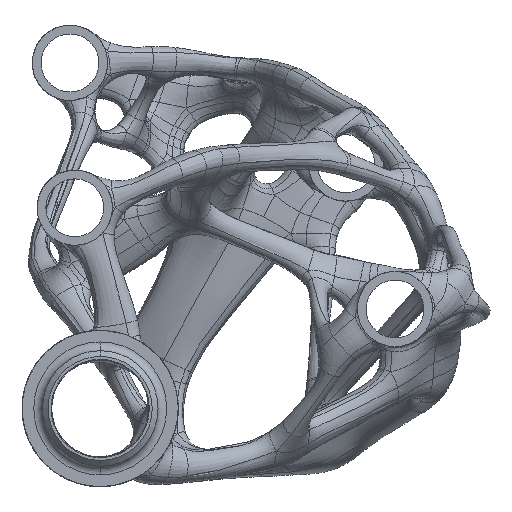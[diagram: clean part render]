
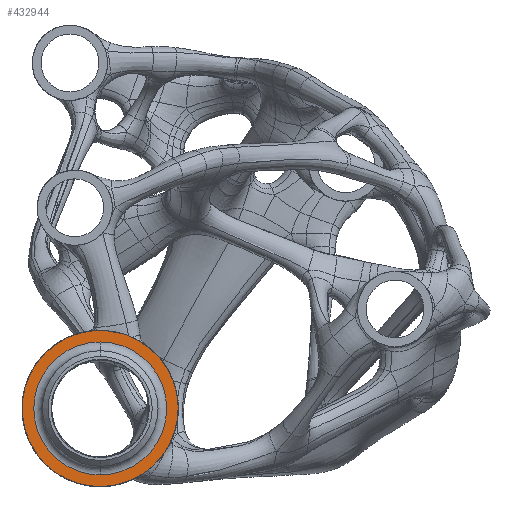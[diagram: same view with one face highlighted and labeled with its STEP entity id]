
A CAD part, left-side view. The second image highlights one B-rep face of the part: STEP entity #432944.
In plain terms, the highlighted planar face has unit normal (-1, 0, 0).
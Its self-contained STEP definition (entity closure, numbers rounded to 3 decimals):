
#28715=CARTESIAN_POINT('',(-71.5,-172.,585.));
#28716=DIRECTION('',(-1.,0.,0.));
#28717=DIRECTION('',(0.,-0.337,0.941));
#28718=AXIS2_PLACEMENT_3D('',#28715,#28716,#28717);
#28720=CARTESIAN_POINT('',(-71.5,-172.,585.));
#28721=DIRECTION('',(-1.,0.,0.));
#28722=DIRECTION('',(0.,0.,1.));
#28723=AXIS2_PLACEMENT_3D('',#28720,#28721,#28722);
#28725=CARTESIAN_POINT('',(-71.5,-172.,585.));
#28726=DIRECTION('',(-1.,0.,0.));
#28727=DIRECTION('',(0.,0.,-1.));
#28728=AXIS2_PLACEMENT_3D('',#28725,#28726,#28727);
#28730=CARTESIAN_POINT('',(-71.5,-172.957,598.466));
#28755=CARTESIAN_POINT('',(-71.5,-172.,585.));
#28756=DIRECTION('',(-1.,0.,0.));
#28757=DIRECTION('',(0.,-0.071,0.997));
#28758=AXIS2_PLACEMENT_3D('',#28755,#28756,#28757);
#39501=VERTEX_POINT('',#28730);
#39507=CARTESIAN_POINT('',(-71.5,-176.556,597.708));
#39508=VERTEX_POINT('',#39507);
#39547=CARTESIAN_POINT('',(-71.5,-172.,596.5));
#39548=CARTESIAN_POINT('',(-71.5,-172.,573.5));
#39549=VERTEX_POINT('',#39547);
#39550=VERTEX_POINT('',#39548);
#432928=CARTESIAN_POINT('',(-71.5,0.,0.));
#432929=DIRECTION('',(-1.,0.,0.));
#432930=DIRECTION('',(0.,0.,1.));
#432931=AXIS2_PLACEMENT_3D('',#432928,#432929,#432930);
#432932=PLANE('',#432931);
#432934=ORIENTED_EDGE('',*,*,#432933,.F.);
#432936=ORIENTED_EDGE('',*,*,#432935,.F.);
#432937=EDGE_LOOP('',(#432934,#432936));
#432938=FACE_OUTER_BOUND('',#432937,.F.);
#432940=ORIENTED_EDGE('',*,*,#432939,.T.);
#432941=ORIENTED_EDGE('',*,*,#432918,.T.);
#432942=EDGE_LOOP('',(#432940,#432941));
#432943=FACE_BOUND('',#432942,.F.);
#432944=ADVANCED_FACE('',(#432938,#432943),#432932,.T.);
#28719=CIRCLE('',#28718,13.5);
#28724=CIRCLE('',#28723,11.5);
#28729=CIRCLE('',#28728,11.5);
#28759=CIRCLE('',#28758,13.5);
#432918=EDGE_CURVE('',#39550,#39549,#28729,.T.);
#432933=EDGE_CURVE('',#39508,#39501,#28719,.T.);
#432935=EDGE_CURVE('',#39501,#39508,#28759,.T.);
#432939=EDGE_CURVE('',#39549,#39550,#28724,.T.);
